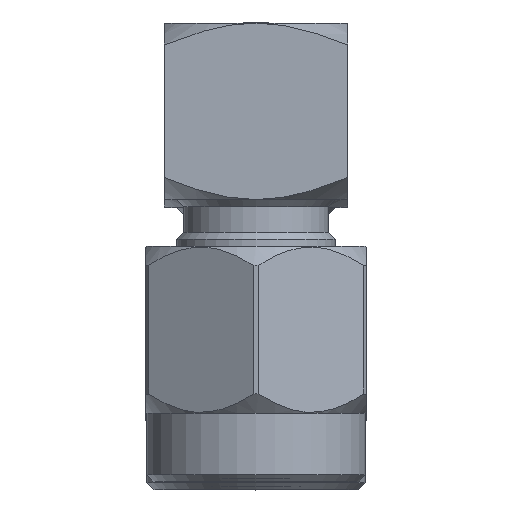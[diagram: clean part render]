
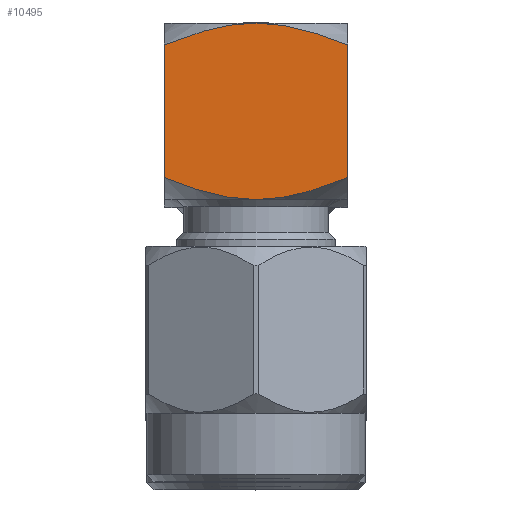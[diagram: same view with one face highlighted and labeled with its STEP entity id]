
A CAD part, top view. The second image highlights one B-rep face of the part: STEP entity #10495.
In plain terms, the highlighted face is planar.
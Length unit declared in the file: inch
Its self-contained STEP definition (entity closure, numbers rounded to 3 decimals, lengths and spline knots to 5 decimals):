
#81 = CARTESIAN_POINT ( 'NONE',  ( -0.13, 0.125, 0. ) ) ;
#212 = DIRECTION ( 'NONE',  ( 0., -1., 0. ) ) ;
#230 = LINE ( 'NONE', #6498, #10192 ) ;
#262 = CARTESIAN_POINT ( 'NONE',  ( -0.13, -0.11009, -0.08803 ) ) ;
#710 = EDGE_CURVE ( 'NONE', #1745, #7325, #7309, .T. ) ;
#823 = CARTESIAN_POINT ( 'NONE',  ( -0.13, 0.11861, -0.05561 ) ) ;
#926 = B_SPLINE_CURVE_WITH_KNOTS ( 'NONE', 3,
 ( #11261, #6077, #2517, #7939, #7049, #11381 ),
 .UNSPECIFIED., .F., .F.,
 ( 4, 2, 4 ),
 ( 0.00857, 0.01028, 0.01199 ),
 .UNSPECIFIED. ) ;
#1083 = CARTESIAN_POINT ( 'NONE',  ( -0.13, 0.1024, 0.10921 ) ) ;
#1150 = CARTESIAN_POINT ( 'NONE',  ( -0.13, -0.09391, -0.13 ) ) ;
#1586 = VECTOR ( 'NONE', #10711, 39.37008 ) ;
#1745 = VERTEX_POINT ( 'NONE', #7107 ) ;
#2517 = CARTESIAN_POINT ( 'NONE',  ( -0.13, -0.11016, 0.08785 ) ) ;
#2539 = CARTESIAN_POINT ( 'NONE',  ( -0.13, 0.125, 0.02255 ) ) ;
#2870 = EDGE_CURVE ( 'NONE', #8472, #5082, #926, .T. ) ;
#2877 = CARTESIAN_POINT ( 'NONE',  ( -0.13, -0.125, 0.13 ) ) ;
#2974 = FACE_OUTER_BOUND ( 'NONE', #7462, .T. ) ;
#3142 = EDGE_CURVE ( 'NONE', #5733, #9052, #230, .T. ) ;
#3647 = CARTESIAN_POINT ( 'NONE',  ( -0.13, -0.09391, 0.13 ) ) ;
#3654 = B_SPLINE_CURVE_WITH_KNOTS ( 'NONE', 3,
 ( #9647, #11433, #9769, #823, #10481, #11319, #6054, #7032 ),
 .UNSPECIFIED., .F., .F.,
 ( 4, 2, 2, 4 ),
 ( 0.00373, 0.00543, 0.00629, 0.00714 ),
 .UNSPECIFIED. ) ;
#3659 = ORIENTED_EDGE ( 'NONE', *, *, #710, .F. ) ;
#3777 = CARTESIAN_POINT ( 'NONE',  ( -0.13, 0.09391, 0.13 ) ) ;
#3803 = CARTESIAN_POINT ( 'NONE',  ( -0.13, -0.125, 0. ) ) ;
#4736 = EDGE_CURVE ( 'NONE', #7325, #8472, #9895, .T. ) ;
#4920 = CARTESIAN_POINT ( 'NONE',  ( -0.13, 0.09391, 0.13 ) ) ;
#4969 = CARTESIAN_POINT ( 'NONE',  ( -0.13, 0.09391, -0.13 ) ) ;
#5082 = VERTEX_POINT ( 'NONE', #6947 ) ;
#5733 = VERTEX_POINT ( 'NONE', #4969 ) ;
#6054 = CARTESIAN_POINT ( 'NONE',  ( -0.13, 0.125, -0.01117 ) ) ;
#6077 = CARTESIAN_POINT ( 'NONE',  ( -0.13, -0.1024, 0.10921 ) ) ;
#6118 = CARTESIAN_POINT ( 'NONE',  ( -0.13, -0.125, 0.13 ) ) ;
#6188 = ORIENTED_EDGE ( 'NONE', *, *, #2870, .F. ) ;
#6327 = CARTESIAN_POINT ( 'NONE',  ( -0.13, 0.11016, 0.08785 ) ) ;
#6458 = EDGE_CURVE ( 'NONE', #5733, #1745, #3654, .T. ) ;
#6498 = CARTESIAN_POINT ( 'NONE',  ( -0.13, -0.125, -0.13 ) ) ;
#6786 = ORIENTED_EDGE ( 'NONE', *, *, #4736, .F. ) ;
#6867 = DIRECTION ( 'NONE',  ( 1., 0., 0. ) ) ;
#6947 = CARTESIAN_POINT ( 'NONE',  ( -0.13, -0.125, 0. ) ) ;
#7032 = CARTESIAN_POINT ( 'NONE',  ( -0.13, 0.125, 0. ) ) ;
#7049 = CARTESIAN_POINT ( 'NONE',  ( -0.13, -0.125, 0.02255 ) ) ;
#7107 = CARTESIAN_POINT ( 'NONE',  ( -0.13, 0.125, 0. ) ) ;
#7149 = CARTESIAN_POINT ( 'NONE',  ( -0.13, 0.1215, 0.04454 ) ) ;
#7309 = B_SPLINE_CURVE_WITH_KNOTS ( 'NONE', 3,
 ( #81, #2539, #7149, #6327, #1083, #3777 ),
 .UNSPECIFIED., .F., .F.,
 ( 4, 2, 4 ),
 ( 0.00714, 0.00886, 0.01059 ),
 .UNSPECIFIED. ) ;
#7325 = VERTEX_POINT ( 'NONE', #4920 ) ;
#7462 = EDGE_LOOP ( 'NONE', ( #6188, #6786, #3659, #10140, #9858, #11248 ) ) ;
#7527 = CARTESIAN_POINT ( 'NONE',  ( -0.13, -0.10239, -0.10924 ) ) ;
#7939 = CARTESIAN_POINT ( 'NONE',  ( -0.13, -0.1215, 0.04454 ) ) ;
#8293 = CARTESIAN_POINT ( 'NONE',  ( -0.13, -0.12413, -0.02252 ) ) ;
#8472 = VERTEX_POINT ( 'NONE', #3647 ) ;
#9052 = VERTEX_POINT ( 'NONE', #10798 ) ;
#9647 = CARTESIAN_POINT ( 'NONE',  ( -0.13, 0.09391, -0.13 ) ) ;
#9769 = CARTESIAN_POINT ( 'NONE',  ( -0.13, 0.11009, -0.08803 ) ) ;
#9858 = ORIENTED_EDGE ( 'NONE', *, *, #3142, .T. ) ;
#9895 = LINE ( 'NONE', #2877, #1586 ) ;
#10140 = ORIENTED_EDGE ( 'NONE', *, *, #6458, .F. ) ;
#10192 = VECTOR ( 'NONE', #212, 39.37008 ) ;
#10349 = EDGE_CURVE ( 'NONE', #5082, #9052, #11153, .T. ) ;
#10481 = CARTESIAN_POINT ( 'NONE',  ( -0.13, 0.12093, -0.04469 ) ) ;
#10495 = ADVANCED_FACE ( 'NONE', ( #2974 ), #11227, .F. ) ;
#10711 = DIRECTION ( 'NONE',  ( 0., -1., 0. ) ) ;
#10793 = AXIS2_PLACEMENT_3D ( 'NONE', #6118, #6867, #11299 ) ;
#10798 = CARTESIAN_POINT ( 'NONE',  ( -0.13, -0.09391, -0.13 ) ) ;
#10893 = CARTESIAN_POINT ( 'NONE',  ( -0.13, -0.12093, -0.04469 ) ) ;
#10929 = CARTESIAN_POINT ( 'NONE',  ( -0.13, -0.11861, -0.05561 ) ) ;
#10969 = CARTESIAN_POINT ( 'NONE',  ( -0.13, -0.125, -0.01117 ) ) ;
#11153 = B_SPLINE_CURVE_WITH_KNOTS ( 'NONE', 3,
 ( #3803, #10969, #8293, #10893, #10929, #262, #7527, #1150 ),
 .UNSPECIFIED., .F., .F.,
 ( 4, 2, 2, 4 ),
 ( 0.01199, 0.01283, 0.01368, 0.01537 ),
 .UNSPECIFIED. ) ;
#11227 = PLANE ( 'NONE',  #10793 ) ;
#11248 = ORIENTED_EDGE ( 'NONE', *, *, #10349, .F. ) ;
#11261 = CARTESIAN_POINT ( 'NONE',  ( -0.13, -0.09391, 0.13 ) ) ;
#11299 = DIRECTION ( 'NONE',  ( 0., 0., -1. ) ) ;
#11319 = CARTESIAN_POINT ( 'NONE',  ( -0.13, 0.12413, -0.02252 ) ) ;
#11381 = CARTESIAN_POINT ( 'NONE',  ( -0.13, -0.125, 0. ) ) ;
#11433 = CARTESIAN_POINT ( 'NONE',  ( -0.13, 0.10239, -0.10924 ) ) ;
